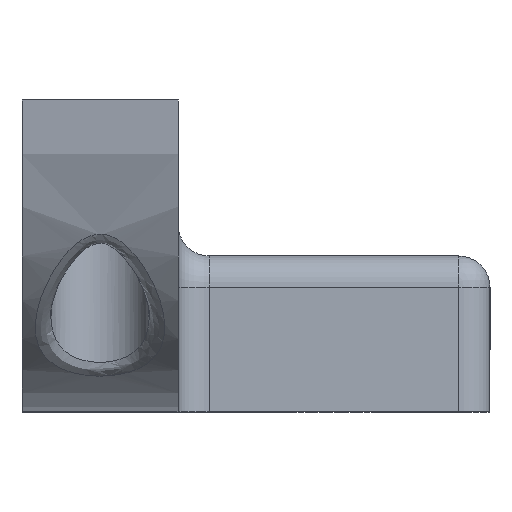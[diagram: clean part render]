
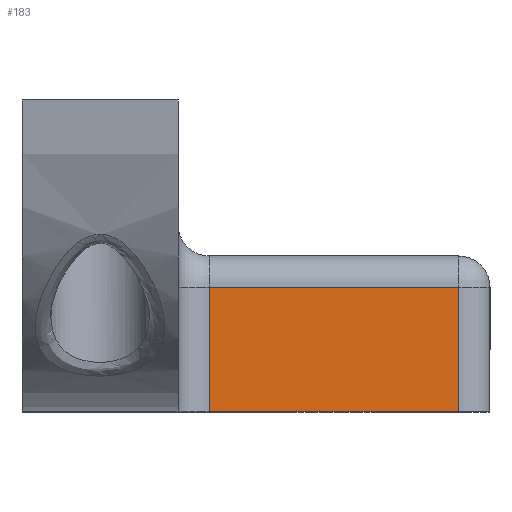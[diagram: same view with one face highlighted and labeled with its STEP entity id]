
A CAD part, left-side view. The second image highlights one B-rep face of the part: STEP entity #183.
In plain terms, the highlighted planar face has unit normal (-1, 0, 0).
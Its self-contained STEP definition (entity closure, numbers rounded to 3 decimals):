
#183=ADVANCED_FACE('',(#663),#665,.T.);
#663=FACE_BOUND('',#664,.T.);
#664=EDGE_LOOP('',(#1393,#1394,#1395,#1396));
#665=PLANE('',#666);
#666=AXIS2_PLACEMENT_3D('',#667,#668,#669);
#667=CARTESIAN_POINT('',(-170.,0.,-10.));
#668=DIRECTION('',(-1.,0.,0.));
#669=DIRECTION('',(0.,0.,-1.));
#1393=ORIENTED_EDGE('',*,*,#1630,.T.);
#1394=ORIENTED_EDGE('',*,*,#1589,.T.);
#1395=ORIENTED_EDGE('',*,*,#1629,.F.);
#1396=ORIENTED_EDGE('',*,*,#1613,.F.);
#1589=EDGE_CURVE('',#1733,#1731,#1734,.T.);
#1613=EDGE_CURVE('',#1773,#1775,#1776,.T.);
#1629=EDGE_CURVE('',#1775,#1731,#1797,.T.);
#1630=EDGE_CURVE('',#1773,#1733,#1798,.F.);
#1731=VERTEX_POINT('',#1973);
#1733=VERTEX_POINT('',#1978);
#1734=LINE('',#1979,#1980);
#1773=VERTEX_POINT('',#2072);
#1775=VERTEX_POINT('',#2077);
#1776=LINE('',#2078,#2079);
#1797=LINE('',#2139,#2140);
#1798=LINE('',#2142,#2143);
#1973=CARTESIAN_POINT('',(-170.,-18.,-20.));
#1978=CARTESIAN_POINT('',(-170.,-2.,-20.));
#1979=CARTESIAN_POINT('',(-170.,-2.,-20.));
#1980=VECTOR('',#1981,1.);
#1981=DIRECTION('',(0.,-1.,0.));
#2072=CARTESIAN_POINT('',(-170.,-2.,-12.));
#2077=CARTESIAN_POINT('',(-170.,-18.,-12.));
#2078=CARTESIAN_POINT('',(-170.,-2.,-12.));
#2079=VECTOR('',#2080,1.);
#2080=DIRECTION('',(0.,-1.,0.));
#2139=CARTESIAN_POINT('',(-170.,-18.,-12.));
#2140=VECTOR('',#2141,1.);
#2141=DIRECTION('',(0.,0.,-1.));
#2142=CARTESIAN_POINT('',(-170.,-2.,-20.));
#2143=VECTOR('',#2144,1.);
#2144=DIRECTION('',(0.,0.,1.));
